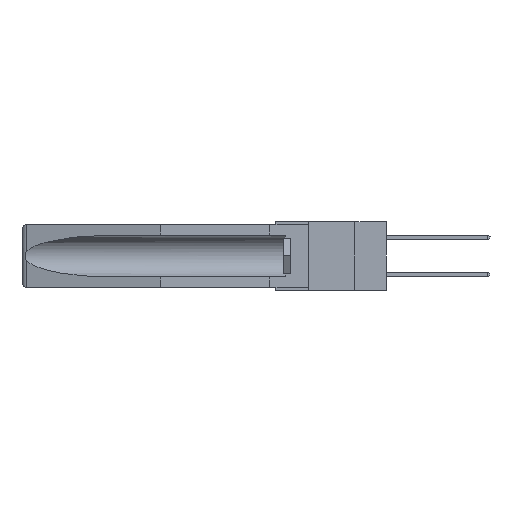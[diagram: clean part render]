
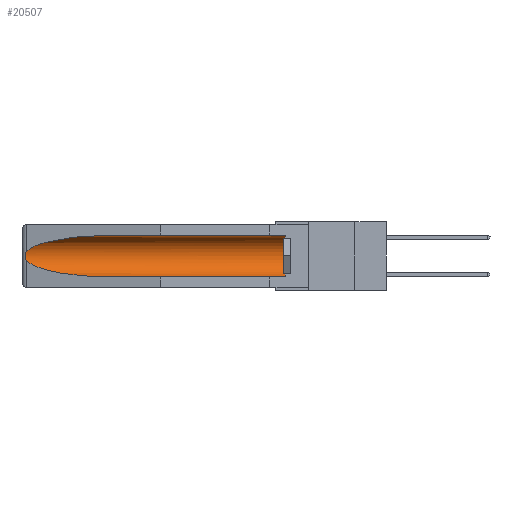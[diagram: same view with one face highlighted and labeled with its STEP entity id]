
A CAD part, left-side view. The second image highlights one B-rep face of the part: STEP entity #20507.
In plain terms, the highlighted cylindrical face has radius 2.857 mm (diameter 5.715 mm), a partial arc.
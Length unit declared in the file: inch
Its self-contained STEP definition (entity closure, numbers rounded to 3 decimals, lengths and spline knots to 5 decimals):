
#87 = VECTOR ( 'NONE', #10092, 39.37008 ) ;
#443 =( BOUNDED_CURVE ( )  B_SPLINE_CURVE ( 3, ( #12067, #24794, #12440, #16226 ),
 .UNSPECIFIED., .F., .F. ) 
 B_SPLINE_CURVE_WITH_KNOTS ( ( 4, 4 ),
 ( 4.71239, 6.08839 ),
 .UNSPECIFIED. ) 
 CURVE ( )  GEOMETRIC_REPRESENTATION_ITEM ( )  RATIONAL_B_SPLINE_CURVE ( ( 1., 0.848, 0.848, 1. ) ) 
 REPRESENTATION_ITEM ( '' )  );
#2574 = EDGE_CURVE ( 'NONE', #16709, #15172, #25141, .T. ) ;
#2721 = ORIENTED_EDGE ( 'NONE', *, *, #22246, .T. ) ;
#2841 = CARTESIAN_POINT ( 'NONE',  ( 0.2673, 1.53269, -0.17917 ) ) ;
#2936 = CARTESIAN_POINT ( 'NONE',  ( 0.2675, 1.53308, -0.17534 ) ) ;
#3144 = VECTOR ( 'NONE', #9578, 39.37008 ) ;
#3706 = CARTESIAN_POINT ( 'NONE',  ( 0.155, -0.30754, -0.1715 ) ) ;
#3827 = DIRECTION ( 'NONE',  ( 0., -1., 0. ) ) ;
#4447 =( BOUNDED_CURVE ( )  B_SPLINE_CURVE ( 3, ( #13232, #23592, #7019, #21440 ),
 .UNSPECIFIED., .F., .F. ) 
 B_SPLINE_CURVE_WITH_KNOTS ( ( 4, 4 ),
 ( 0.1948, 1.5708 ),
 .UNSPECIFIED. ) 
 CURVE ( )  GEOMETRIC_REPRESENTATION_ITEM ( )  RATIONAL_B_SPLINE_CURVE ( ( 1., 0.848, 0.848, 1. ) ) 
 REPRESENTATION_ITEM ( '' )  );
#4759 = CARTESIAN_POINT ( 'NONE',  ( 0.26537, 1.52718, -0.14972 ) ) ;
#5022 = CARTESIAN_POINT ( 'NONE',  ( 0.26537, 1.52718, -0.14972 ) ) ;
#5579 = LINE ( 'NONE', #22785, #87 ) ;
#5943 = CARTESIAN_POINT ( 'NONE',  ( 0.155, 0.126, -0.059 ) ) ;
#5974 = ORIENTED_EDGE ( 'NONE', *, *, #18002, .T. ) ;
#6312 = ORIENTED_EDGE ( 'NONE', *, *, #6950, .T. ) ;
#6840 = CARTESIAN_POINT ( 'NONE',  ( 0.26655, 1.53094, -0.18657 ) ) ;
#6950 = EDGE_CURVE ( 'NONE', #8845, #15172, #4447, .T. ) ;
#7019 = CARTESIAN_POINT ( 'NONE',  ( 0.21114, 1.30732, -0.284 ) ) ;
#8842 = CARTESIAN_POINT ( 'NONE',  ( 0.2673, 1.5327, -0.16383 ) ) ;
#8845 = VERTEX_POINT ( 'NONE', #14891 ) ;
#9578 = DIRECTION ( 'NONE',  ( 0., 1., 0. ) ) ;
#9691 = ORIENTED_EDGE ( 'NONE', *, *, #2574, .F. ) ;
#10064 = CARTESIAN_POINT ( 'NONE',  ( 0.155, 1.07973, -0.284 ) ) ;
#10092 = DIRECTION ( 'NONE',  ( 0., 1., 0. ) ) ;
#10593 = CARTESIAN_POINT ( 'NONE',  ( 0.155, 0.126, -0.284 ) ) ;
#12067 = CARTESIAN_POINT ( 'NONE',  ( 0.155, 1.07973, -0.059 ) ) ;
#12440 = CARTESIAN_POINT ( 'NONE',  ( 0.25451, 1.48313, -0.09465 ) ) ;
#12609 = EDGE_CURVE ( 'NONE', #25520, #20182, #5579, .T. ) ;
#12765 = AXIS2_PLACEMENT_3D ( 'NONE', #3706, #18326, #18151 ) ;
#13232 = CARTESIAN_POINT ( 'NONE',  ( 0.26537, 1.52718, -0.19328 ) ) ;
#14208 = ORIENTED_EDGE ( 'NONE', *, *, #12609, .T. ) ;
#14891 = CARTESIAN_POINT ( 'NONE',  ( 0.26537, 1.52718, -0.19328 ) ) ;
#14974 = CARTESIAN_POINT ( 'NONE',  ( 0.2675, 1.53308, -0.16763 ) ) ;
#15018 = CIRCLE ( 'NONE', #18751, 0.1125 ) ;
#15172 = VERTEX_POINT ( 'NONE', #10064 ) ;
#16214 = CARTESIAN_POINT ( 'NONE',  ( 0.155, 0.126, -0.1715 ) ) ;
#16226 = CARTESIAN_POINT ( 'NONE',  ( 0.26537, 1.52718, -0.14972 ) ) ;
#16410 = EDGE_CURVE ( 'NONE', #20182, #22300, #443, .T. ) ;
#16709 = VERTEX_POINT ( 'NONE', #10593 ) ;
#17847 = CARTESIAN_POINT ( 'NONE',  ( 0.155, -0.30754, -0.284 ) ) ;
#18002 = EDGE_CURVE ( 'NONE', #16709, #25520, #15018, .T. ) ;
#18151 = DIRECTION ( 'NONE',  ( 0., 0., 1. ) ) ;
#18326 = DIRECTION ( 'NONE',  ( 0., 1., 0. ) ) ;
#18466 = FACE_OUTER_BOUND ( 'NONE', #20011, .T. ) ;
#18751 = AXIS2_PLACEMENT_3D ( 'NONE', #16214, #3827, #24597 ) ;
#19270 = CARTESIAN_POINT ( 'NONE',  ( 0.26597, 1.52961, -0.15275 ) ) ;
#20011 = EDGE_LOOP ( 'NONE', ( #25497, #2721, #6312, #9691, #5974, #14208 ) ) ;
#20093 = CYLINDRICAL_SURFACE ( 'NONE', #12765, 0.1125 ) ;
#20182 = VERTEX_POINT ( 'NONE', #20882 ) ;
#20507 = ADVANCED_FACE ( 'NONE', ( #18466 ), #20093, .F. ) ;
#20882 = CARTESIAN_POINT ( 'NONE',  ( 0.155, 1.07973, -0.059 ) ) ;
#21260 = CARTESIAN_POINT ( 'NONE',  ( 0.26537, 1.52718, -0.19328 ) ) ;
#21440 = CARTESIAN_POINT ( 'NONE',  ( 0.155, 1.07973, -0.284 ) ) ;
#22246 = EDGE_CURVE ( 'NONE', #22300, #8845, #22460, .T. ) ;
#22300 = VERTEX_POINT ( 'NONE', #5022 ) ;
#22460 = B_SPLINE_CURVE_WITH_KNOTS ( 'NONE', 3,
 ( #4759, #19270, #23154, #8842, #14974, #2936, #2841, #6840, #25443, #21260 ),
 .UNSPECIFIED., .F., .F.,
 ( 4, 2, 2, 2, 4 ),
 ( 0., 0.00029, 0.00058, 0.00087, 0.00117 ),
 .UNSPECIFIED. ) ;
#22785 = CARTESIAN_POINT ( 'NONE',  ( 0.155, -0.30754, -0.059 ) ) ;
#23154 = CARTESIAN_POINT ( 'NONE',  ( 0.26654, 1.53092, -0.15636 ) ) ;
#23592 = CARTESIAN_POINT ( 'NONE',  ( 0.25451, 1.48313, -0.24835 ) ) ;
#24597 = DIRECTION ( 'NONE',  ( 0., 0., 1. ) ) ;
#24794 = CARTESIAN_POINT ( 'NONE',  ( 0.21114, 1.30732, -0.059 ) ) ;
#25141 = LINE ( 'NONE', #17847, #3144 ) ;
#25443 = CARTESIAN_POINT ( 'NONE',  ( 0.26597, 1.5296, -0.19026 ) ) ;
#25497 = ORIENTED_EDGE ( 'NONE', *, *, #16410, .T. ) ;
#25520 = VERTEX_POINT ( 'NONE', #5943 ) ;
